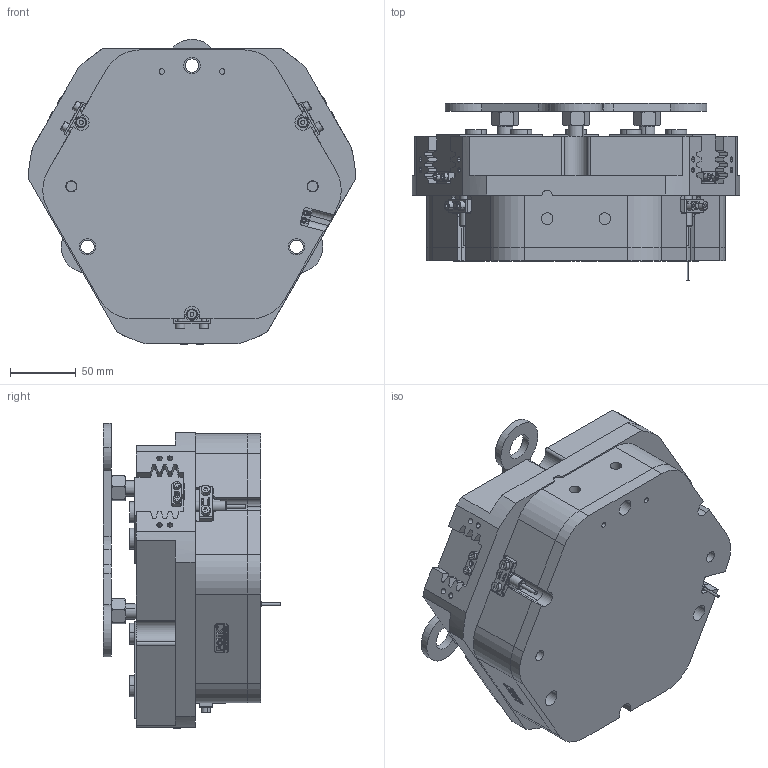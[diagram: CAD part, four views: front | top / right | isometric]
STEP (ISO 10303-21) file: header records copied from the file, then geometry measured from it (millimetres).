
FILE_DESCRIPTION (( 'STEP AP203' ), '1' );
FILE_NAME ('FZ160-250-S-C30.STEP', '2025-03-31T05:45:52', ( 'USER-' ), ( 'Microsoft' ), 'SwSTEP 2.0', 'SolidWorks 2018', '' );
FILE_SCHEMA (( 'CONFIG_CONTROL_DESIGN' ));
Length unit declared in the file: millimetre
Products named in the file (18): FZ160-250-M-07 奻猾裔; 芢蹋啣; GBT 6170M12.stp; FZ160-250-M-11 芢裝; FZ160-250-S-C30; 电容传感器8x30接近开关; 湮覜聆假蚾璃; 棠羲換覜ん; FZ160-250-M-01 褲极; 20241226-M4 M4換覜ん揤輸.step; 25x10-R1.5; FZ160-250-M-05 菁裔啣; 内六角圆柱头螺钉[GBT70_1-2008][M4×16]; FZ160-250-S-02 賑輸; FZ160-250-M-06 芢啣裔; -C30; 内六角圆柱头螺钉[GBT70_1-2008][M3×12]; 翐种杶 
Assembly tree (47 placements, depth 3):
  FZ160-250-S-C30
    FZ160-250-M-01 褲极
    FZ160-250-S-02 賑輸  x3
    FZ160-250-M-05 菁裔啣
    FZ160-250-M-07 奻猾裔
    FZ160-250-M-06 芢啣裔  x3
    翐种杶   x6
    20241226-M4 M4換覜ん揤輸.step  x3
    内六角圆柱头螺钉[GBT70_1-2008][M3×12]  x6
    内六角圆柱头螺钉[GBT70_1-2008][M4×16]  x6
    电容传感器8x30接近开关  x3
    25x10-R1.5
    棠羲換覜ん  x2
    湮覜聆假蚾璃  x3
    -C30
      FZ160-250-M-11 芢裝  x3
      GBT 6170M12.stp  x3
      芢蹋啣
Bounding box: 249.69 x 135.16 x 232.45 mm (x, y, z)
Volume: 3505044.1 mm3; surface area: 429182.2 mm2
Topology: 46 solids, 54 shells, 2766 faces, 7265 edges, 4687 vertices
Faces by surface type: plane 1338, cylinder 636, bspline 490, cone 254, torus 48
Entity records: 63013 total; most frequent: CARTESIAN_POINT 20456, ORIENTED_EDGE 8680, DIRECTION 7539, EDGE_CURVE 4340, VERTEX_POINT 2833, LINE 2795, VECTOR 2795, AXIS2_PLACEMENT_3D 2372
